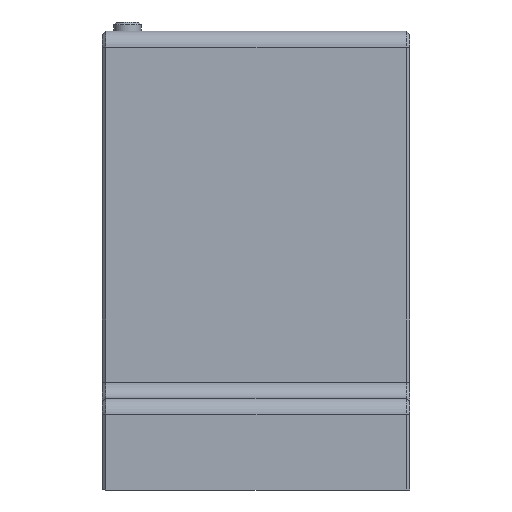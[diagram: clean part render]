
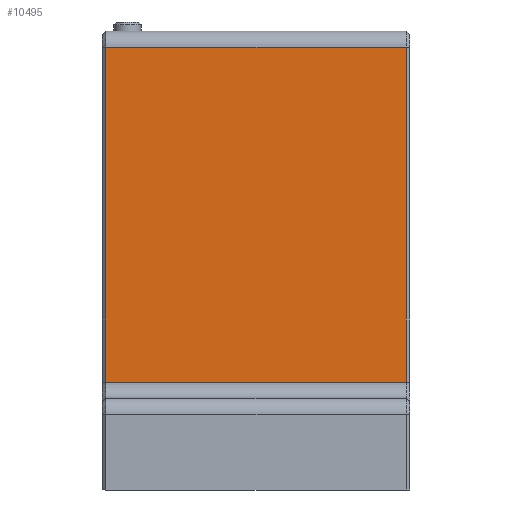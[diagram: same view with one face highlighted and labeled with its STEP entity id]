
A CAD part, front view. The second image highlights one B-rep face of the part: STEP entity #10495.
In plain terms, the highlighted planar face has unit normal (0, -1, 0).
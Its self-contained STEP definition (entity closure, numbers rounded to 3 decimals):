
#10036=CARTESIAN_POINT('',(-32.8,-50.,23.5));
#10037=VERTEX_POINT('',#10036);
#10069=CARTESIAN_POINT('',(-32.8,-50.,96.5));
#10070=VERTEX_POINT('',#10069);
#10086=CARTESIAN_POINT('',(-32.8,-50.,23.5));
#10087=DIRECTION('',(0.0,0.0,1.0));
#10088=VECTOR('',#10087,73.0);
#10089=LINE('',#10086,#10088);
#10090=EDGE_CURVE('',#10037,#10070,#10089,.T.);
#10453=CARTESIAN_POINT('',(32.8,-50.,96.5));
#10454=VERTEX_POINT('',#10453);
#10455=CARTESIAN_POINT('',(32.8,-50.,96.5));
#10456=DIRECTION('',(-1.0,0.0,0.0));
#10457=VECTOR('',#10456,65.6);
#10458=LINE('',#10455,#10457);
#10459=EDGE_CURVE('',#10454,#10070,#10458,.T.);
#10472=CARTESIAN_POINT('',(0.0,-50.,100.));
#10473=DIRECTION('',(0.0,1.0,0.0));
#10474=DIRECTION('',(0.0,0.0,1.0));
#10475=AXIS2_PLACEMENT_3D('',#10472,#10473,#10474);
#10476=PLANE('',#10475);
#10477=ORIENTED_EDGE('',*,*,#10090,.F.);
#10478=CARTESIAN_POINT('',(32.8,-50.,23.5));
#10479=VERTEX_POINT('',#10478);
#10480=CARTESIAN_POINT('',(-32.8,-50.,23.5));
#10481=DIRECTION('',(1.0,0.0,0.0));
#10482=VECTOR('',#10481,65.6);
#10483=LINE('',#10480,#10482);
#10484=EDGE_CURVE('',#10037,#10479,#10483,.T.);
#10485=ORIENTED_EDGE('',*,*,#10484,.T.);
#10486=CARTESIAN_POINT('',(32.8,-50.,96.5));
#10487=DIRECTION('',(0.0,0.0,-1.0));
#10488=VECTOR('',#10487,73.0);
#10489=LINE('',#10486,#10488);
#10490=EDGE_CURVE('',#10454,#10479,#10489,.T.);
#10491=ORIENTED_EDGE('',*,*,#10490,.F.);
#10492=ORIENTED_EDGE('',*,*,#10459,.T.);
#10493=EDGE_LOOP('',(#10477,#10485,#10491,#10492));
#10494=FACE_OUTER_BOUND('',#10493,.T.);
#10495=ADVANCED_FACE('',(#10494),#10476,.F.);
